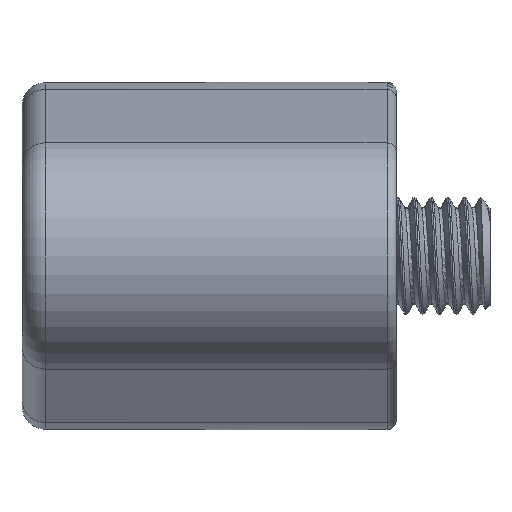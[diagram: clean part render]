
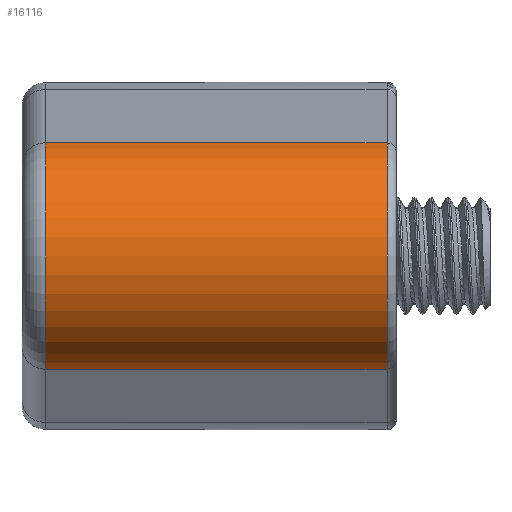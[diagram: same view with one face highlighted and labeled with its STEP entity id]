
A CAD part, left-side view. The second image highlights one B-rep face of the part: STEP entity #16116.
In plain terms, the highlighted cylindrical face has radius 6.35 mm (diameter 12.7 mm), a partial arc.
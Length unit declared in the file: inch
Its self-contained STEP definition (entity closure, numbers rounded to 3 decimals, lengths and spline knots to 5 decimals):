
#1545=FACE_OUTER_BOUND('',#2409,.T.);
#2409=EDGE_LOOP('',(#14339,#14340,#14341,#14342));
#3489=CIRCLE('',#17595,0.25);
#3492=CIRCLE('',#17602,0.25);
#4986=LINE('',#55437,#5193);
#4988=LINE('',#55441,#5195);
#5193=VECTOR('',#20721,0.3937);
#5195=VECTOR('',#20725,0.3937);
#6734=VERTEX_POINT('',#55414);
#6736=VERTEX_POINT('',#55423);
#6739=VERTEX_POINT('',#55436);
#6740=VERTEX_POINT('',#55440);
#9277=EDGE_CURVE('',#6734,#6736,#3489,.T.);
#9282=EDGE_CURVE('',#6739,#6736,#4986,.T.);
#9284=EDGE_CURVE('',#6740,#6734,#4988,.T.);
#9285=EDGE_CURVE('',#6739,#6740,#3492,.T.);
#14339=ORIENTED_EDGE('',*,*,#9277,.F.);
#14340=ORIENTED_EDGE('',*,*,#9284,.F.);
#14341=ORIENTED_EDGE('',*,*,#9285,.F.);
#14342=ORIENTED_EDGE('',*,*,#9282,.T.);
#14540=CYLINDRICAL_SURFACE('',#17601,0.25);
#16116=ADVANCED_FACE('',(#1545),#14540,.T.);
#17595=AXIS2_PLACEMENT_3D('',#55427,#20707,#20708);
#17601=AXIS2_PLACEMENT_3D('',#55439,#20723,#20724);
#17602=AXIS2_PLACEMENT_3D('',#55442,#20726,#20727);
#20707=DIRECTION('center_axis',(0.,-1.,0.));
#20708=DIRECTION('ref_axis',(-1.,0.,0.));
#20721=DIRECTION('',(0.,-1.,0.));
#20723=DIRECTION('center_axis',(0.,-1.,0.));
#20724=DIRECTION('ref_axis',(-0.254,0.,-0.967));
#20725=DIRECTION('',(0.,-1.,0.));
#20726=DIRECTION('center_axis',(0.,1.,0.));
#20727=DIRECTION('ref_axis',(-1.,0.,0.));
#55414=CARTESIAN_POINT('',(-1.47136,-0.005,0.02645));
#55423=CARTESIAN_POINT('',(-1.47136,-0.005,-0.45722));
#55427=CARTESIAN_POINT('Origin',(-1.40797,-0.005,
-0.21539));
#55436=CARTESIAN_POINT('',(-1.47136,0.725,-0.45722));
#55437=CARTESIAN_POINT('',(-1.47136,0.775,-0.45722));
#55439=CARTESIAN_POINT('Origin',(-1.40797,0.775,-0.21539));
#55440=CARTESIAN_POINT('',(-1.47136,0.725,0.02645));
#55441=CARTESIAN_POINT('',(-1.47136,0.775,0.02645));
#55442=CARTESIAN_POINT('Origin',(-1.40797,0.725,-0.21539));
